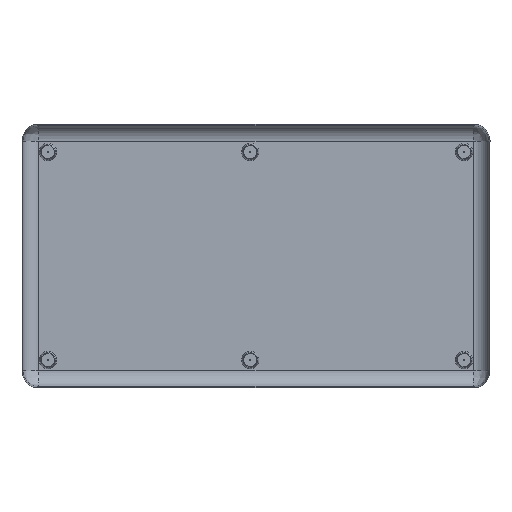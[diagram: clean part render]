
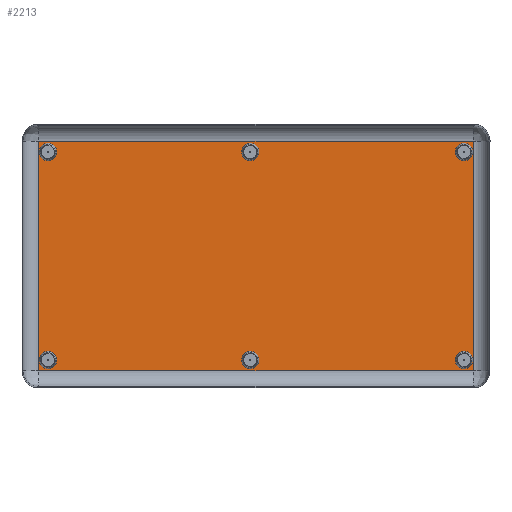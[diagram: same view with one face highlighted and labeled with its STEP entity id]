
A CAD part, front view. The second image highlights one B-rep face of the part: STEP entity #2213.
In plain terms, the highlighted planar face has unit normal (0, 1, 0).
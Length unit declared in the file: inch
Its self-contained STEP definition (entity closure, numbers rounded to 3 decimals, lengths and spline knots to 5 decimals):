
#1459 = CARTESIAN_POINT ( 'NONE',  ( -9., 1.79, 4.5 ) ) ;
#1464 = CARTESIAN_POINT ( 'NONE',  ( -9.39104, 1.79, 4.96104 ) ) ;
#1467 = CARTESIAN_POINT ( 'NONE',  ( 9.39104, 1.79, -4.96104 ) ) ;
#1468 = DIRECTION ( 'NONE',  ( 0., 0., 1. ) ) ;
#1469 = VECTOR ( 'NONE', #1468, 39.37008 ) ;
#1470 = CARTESIAN_POINT ( 'NONE',  ( -9.39104, 1.79, 0. ) ) ;
#1471 = LINE ( 'NONE', #1470, #1469 ) ;
#1475 = DIRECTION ( 'NONE',  ( 0., 0., 1. ) ) ;
#1476 = DIRECTION ( 'NONE',  ( 0., 1., 0. ) ) ;
#1477 = CARTESIAN_POINT ( 'NONE',  ( -9.39104, 1.79, -4.96104 ) ) ;
#1478 = AXIS2_PLACEMENT_3D ( 'NONE', #1477, #1476, #1475 ) ;
#1479 = FACE_OUTER_BOUND ( 'NONE', #2192, .T. ) ;
#1480 = FACE_BOUND ( 'NONE', #2196, .T. ) ;
#1481 = FACE_BOUND ( 'NONE', #2187, .T. ) ;
#1482 = FACE_BOUND ( 'NONE', #2205, .T. ) ;
#1483 = FACE_BOUND ( 'NONE', #2201, .T. ) ;
#1484 = FACE_BOUND ( 'NONE', #1932, .T. ) ;
#1490 = FACE_BOUND ( 'NONE', #2206, .T. ) ;
#1491 = DIRECTION ( 'NONE',  ( 0., 0., 1. ) ) ;
#1492 = DIRECTION ( 'NONE',  ( 0., 1., 0. ) ) ;
#1493 = CARTESIAN_POINT ( 'NONE',  ( -0.25, 1.79, 4.5 ) ) ;
#1494 = AXIS2_PLACEMENT_3D ( 'NONE', #1493, #1492, #1491 ) ;
#1495 = PLANE ( 'NONE',  #1478 ) ;
#1500 = CIRCLE ( 'NONE', #1494, 0.375 ) ;
#1503 = DIRECTION ( 'NONE',  ( 0., 0., 1. ) ) ;
#1504 = DIRECTION ( 'NONE',  ( 0., -1., 0. ) ) ;
#1505 = CARTESIAN_POINT ( 'NONE',  ( 9., 1.79, 4.5 ) ) ;
#1506 = AXIS2_PLACEMENT_3D ( 'NONE', #1505, #1504, #1503 ) ;
#1507 = CIRCLE ( 'NONE', #1506, 0.375 ) ;
#1508 = DIRECTION ( 'NONE',  ( 0., 0., 1. ) ) ;
#1509 = DIRECTION ( 'NONE',  ( 0., -1., 0. ) ) ;
#1510 = CARTESIAN_POINT ( 'NONE',  ( -9., 1.79, -4.5 ) ) ;
#1511 = AXIS2_PLACEMENT_3D ( 'NONE', #1510, #1509, #1508 ) ;
#1512 = CIRCLE ( 'NONE', #1511, 0.375 ) ;
#1513 = DIRECTION ( 'NONE',  ( 0., 0., 1. ) ) ;
#1514 = DIRECTION ( 'NONE',  ( 0., -1., 0. ) ) ;
#1515 = AXIS2_PLACEMENT_3D ( 'NONE', #1459, #1514, #1513 ) ;
#1516 = CIRCLE ( 'NONE', #1515, 0.375 ) ;
#1517 = DIRECTION ( 'NONE',  ( 0., 0., 1. ) ) ;
#1518 = DIRECTION ( 'NONE',  ( 0., -1., 0. ) ) ;
#1519 = CARTESIAN_POINT ( 'NONE',  ( -0.25, 1.79, -4.5 ) ) ;
#1520 = AXIS2_PLACEMENT_3D ( 'NONE', #1519, #1518, #1517 ) ;
#1521 = CIRCLE ( 'NONE', #1520, 0.375 ) ;
#1527 = VECTOR ( 'NONE', #1570, 39.37008 ) ;
#1528 = CARTESIAN_POINT ( 'NONE',  ( 0., 1.79, -4.96104 ) ) ;
#1529 = LINE ( 'NONE', #1528, #1527 ) ;
#1534 = DIRECTION ( 'NONE',  ( 0., 0., -1. ) ) ;
#1535 = VECTOR ( 'NONE', #1534, 39.37008 ) ;
#1536 = CARTESIAN_POINT ( 'NONE',  ( 9.39104, 1.79, 0. ) ) ;
#1537 = LINE ( 'NONE', #1536, #1535 ) ;
#1539 = DIRECTION ( 'NONE',  ( 1., 0., 0. ) ) ;
#1540 = VECTOR ( 'NONE', #1539, 39.37008 ) ;
#1541 = CARTESIAN_POINT ( 'NONE',  ( 0., 1.79, 4.96104 ) ) ;
#1542 = LINE ( 'NONE', #1541, #1540 ) ;
#1562 = CARTESIAN_POINT ( 'NONE',  ( 9.39104, 1.79, 4.96104 ) ) ;
#1569 = CARTESIAN_POINT ( 'NONE',  ( -9.39104, 1.79, -4.96104 ) ) ;
#1570 = DIRECTION ( 'NONE',  ( -1., 0., 0. ) ) ;
#1694 = DIRECTION ( 'NONE',  ( 0., 0., 1. ) ) ;
#1695 = DIRECTION ( 'NONE',  ( 0., -1., 0. ) ) ;
#1696 = CARTESIAN_POINT ( 'NONE',  ( -9., 1.79, 4.5 ) ) ;
#1697 = AXIS2_PLACEMENT_3D ( 'NONE', #1696, #1695, #1694 ) ;
#1698 = CIRCLE ( 'NONE', #1697, 0.375 ) ;
#1699 = CARTESIAN_POINT ( 'NONE',  ( -9., 1.79, 4.875 ) ) ;
#1763 = CARTESIAN_POINT ( 'NONE',  ( -9., 1.79, 4.125 ) ) ;
#1785 = CARTESIAN_POINT ( 'NONE',  ( -0.25, 1.79, -4.125 ) ) ;
#1786 = DIRECTION ( 'NONE',  ( 0., 0., 1. ) ) ;
#1787 = DIRECTION ( 'NONE',  ( 0., -1., 0. ) ) ;
#1788 = CARTESIAN_POINT ( 'NONE',  ( -0.25, 1.79, -4.5 ) ) ;
#1789 = AXIS2_PLACEMENT_3D ( 'NONE', #1788, #1787, #1786 ) ;
#1790 = CIRCLE ( 'NONE', #1789, 0.375 ) ;
#1901 = VERTEX_POINT ( 'NONE', #2539 ) ;
#1911 = EDGE_CURVE ( 'NONE', #1956, #1915, #2390, .T. ) ;
#1915 = VERTEX_POINT ( 'NONE', #2381 ) ;
#1922 = EDGE_CURVE ( 'NONE', #1923, #1929, #2426, .T. ) ;
#1923 = VERTEX_POINT ( 'NONE', #2421 ) ;
#1929 = VERTEX_POINT ( 'NONE', #2415 ) ;
#1930 = EDGE_CURVE ( 'NONE', #1973, #1901, #2414, .T. ) ;
#1932 = EDGE_LOOP ( 'NONE', ( #2198, #2188 ) ) ;
#1941 = EDGE_CURVE ( 'NONE', #1942, #2008, #2439, .T. ) ;
#1942 = VERTEX_POINT ( 'NONE', #2434 ) ;
#1956 = VERTEX_POINT ( 'NONE', #2509 ) ;
#1973 = VERTEX_POINT ( 'NONE', #2734 ) ;
#1975 = EDGE_CURVE ( 'NONE', #1901, #1973, #2732, .T. ) ;
#1999 = VERTEX_POINT ( 'NONE', #2758 ) ;
#2008 = VERTEX_POINT ( 'NONE', #2577 ) ;
#2167 = EDGE_CURVE ( 'NONE', #2186, #2179, #1542, .T. ) ;
#2168 = EDGE_CURVE ( 'NONE', #2179, #2183, #1537, .T. ) ;
#2169 = ORIENTED_EDGE ( 'NONE', *, *, #2174, .T. ) ;
#2173 = ORIENTED_EDGE ( 'NONE', *, *, #2167, .T. ) ;
#2174 = EDGE_CURVE ( 'NONE', #2183, #2175, #1529, .T. ) ;
#2175 = VERTEX_POINT ( 'NONE', #1569 ) ;
#2179 = VERTEX_POINT ( 'NONE', #1562 ) ;
#2180 = ORIENTED_EDGE ( 'NONE', *, *, #2181, .T. ) ;
#2181 = EDGE_CURVE ( 'NONE', #2175, #2186, #1471, .T. ) ;
#2182 = ORIENTED_EDGE ( 'NONE', *, *, #2168, .T. ) ;
#2183 = VERTEX_POINT ( 'NONE', #1467 ) ;
#2186 = VERTEX_POINT ( 'NONE', #1464 ) ;
#2187 = EDGE_LOOP ( 'NONE', ( #2193, #2194 ) ) ;
#2188 = ORIENTED_EDGE ( 'NONE', *, *, #2200, .T. ) ;
#2189 = ORIENTED_EDGE ( 'NONE', *, *, #2256, .T. ) ;
#2190 = ORIENTED_EDGE ( 'NONE', *, *, #2191, .T. ) ;
#2191 = EDGE_CURVE ( 'NONE', #1999, #2257, #1521, .T. ) ;
#2192 = EDGE_LOOP ( 'NONE', ( #2173, #2182, #2169, #2180 ) ) ;
#2193 = ORIENTED_EDGE ( 'NONE', *, *, #2283, .T. ) ;
#2194 = ORIENTED_EDGE ( 'NONE', *, *, #2195, .T. ) ;
#2195 = EDGE_CURVE ( 'NONE', #2268, #2284, #1516, .T. ) ;
#2196 = EDGE_LOOP ( 'NONE', ( #2189, #2190 ) ) ;
#2197 = ORIENTED_EDGE ( 'NONE', *, *, #1941, .T. ) ;
#2198 = ORIENTED_EDGE ( 'NONE', *, *, #1922, .T. ) ;
#2199 = ORIENTED_EDGE ( 'NONE', *, *, #2203, .T. ) ;
#2200 = EDGE_CURVE ( 'NONE', #1929, #1923, #1512, .T. ) ;
#2201 = EDGE_LOOP ( 'NONE', ( #2202, #2204 ) ) ;
#2202 = ORIENTED_EDGE ( 'NONE', *, *, #2212, .F. ) ;
#2203 = EDGE_CURVE ( 'NONE', #2008, #1942, #1507, .T. ) ;
#2204 = ORIENTED_EDGE ( 'NONE', *, *, #1911, .F. ) ;
#2205 = EDGE_LOOP ( 'NONE', ( #2197, #2199 ) ) ;
#2206 = EDGE_LOOP ( 'NONE', ( #2214, #2208 ) ) ;
#2208 = ORIENTED_EDGE ( 'NONE', *, *, #1930, .T. ) ;
#2212 = EDGE_CURVE ( 'NONE', #1915, #1956, #1500, .T. ) ;
#2213 = ADVANCED_FACE ( 'NONE', ( #1490, #1484, #1483, #1482, #1481, #1480, #1479 ), #1495, .T. ) ;
#2214 = ORIENTED_EDGE ( 'NONE', *, *, #1975, .T. ) ;
#2256 = EDGE_CURVE ( 'NONE', #2257, #1999, #1790, .T. ) ;
#2257 = VERTEX_POINT ( 'NONE', #1785 ) ;
#2268 = VERTEX_POINT ( 'NONE', #1763 ) ;
#2283 = EDGE_CURVE ( 'NONE', #2284, #2268, #1698, .T. ) ;
#2284 = VERTEX_POINT ( 'NONE', #1699 ) ;
#2381 = CARTESIAN_POINT ( 'NONE',  ( -0.25, 1.79, 4.875 ) ) ;
#2386 = DIRECTION ( 'NONE',  ( 0., 0., 1. ) ) ;
#2387 = DIRECTION ( 'NONE',  ( 0., 1., 0. ) ) ;
#2388 = CARTESIAN_POINT ( 'NONE',  ( -0.25, 1.79, 4.5 ) ) ;
#2389 = AXIS2_PLACEMENT_3D ( 'NONE', #2388, #2387, #2386 ) ;
#2390 = CIRCLE ( 'NONE', #2389, 0.375 ) ;
#2413 = AXIS2_PLACEMENT_3D ( 'NONE', #2458, #2457, #2456 ) ;
#2414 = CIRCLE ( 'NONE', #2413, 0.375 ) ;
#2415 = CARTESIAN_POINT ( 'NONE',  ( -9., 1.79, -4.875 ) ) ;
#2421 = CARTESIAN_POINT ( 'NONE',  ( -9., 1.79, -4.125 ) ) ;
#2422 = DIRECTION ( 'NONE',  ( 0., 0., 1. ) ) ;
#2423 = DIRECTION ( 'NONE',  ( 0., -1., 0. ) ) ;
#2424 = CARTESIAN_POINT ( 'NONE',  ( -9., 1.79, -4.5 ) ) ;
#2425 = AXIS2_PLACEMENT_3D ( 'NONE', #2424, #2423, #2422 ) ;
#2426 = CIRCLE ( 'NONE', #2425, 0.375 ) ;
#2434 = CARTESIAN_POINT ( 'NONE',  ( 9., 1.79, 4.875 ) ) ;
#2435 = DIRECTION ( 'NONE',  ( 0., 0., 1. ) ) ;
#2436 = DIRECTION ( 'NONE',  ( 0., -1., 0. ) ) ;
#2437 = CARTESIAN_POINT ( 'NONE',  ( 9., 1.79, 4.5 ) ) ;
#2438 = AXIS2_PLACEMENT_3D ( 'NONE', #2437, #2436, #2435 ) ;
#2439 = CIRCLE ( 'NONE', #2438, 0.375 ) ;
#2456 = DIRECTION ( 'NONE',  ( 0., 0., 1. ) ) ;
#2457 = DIRECTION ( 'NONE',  ( 0., -1., 0. ) ) ;
#2458 = CARTESIAN_POINT ( 'NONE',  ( 9., 1.79, -4.5 ) ) ;
#2509 = CARTESIAN_POINT ( 'NONE',  ( -0.25, 1.79, 4.125 ) ) ;
#2539 = CARTESIAN_POINT ( 'NONE',  ( 9., 1.79, -4.125 ) ) ;
#2577 = CARTESIAN_POINT ( 'NONE',  ( 9., 1.79, 4.125 ) ) ;
#2728 = DIRECTION ( 'NONE',  ( 0., 0., 1. ) ) ;
#2729 = DIRECTION ( 'NONE',  ( 0., -1., 0. ) ) ;
#2730 = CARTESIAN_POINT ( 'NONE',  ( 9., 1.79, -4.5 ) ) ;
#2731 = AXIS2_PLACEMENT_3D ( 'NONE', #2730, #2729, #2728 ) ;
#2732 = CIRCLE ( 'NONE', #2731, 0.375 ) ;
#2734 = CARTESIAN_POINT ( 'NONE',  ( 9., 1.79, -4.875 ) ) ;
#2758 = CARTESIAN_POINT ( 'NONE',  ( -0.25, 1.79, -4.875 ) ) ;
